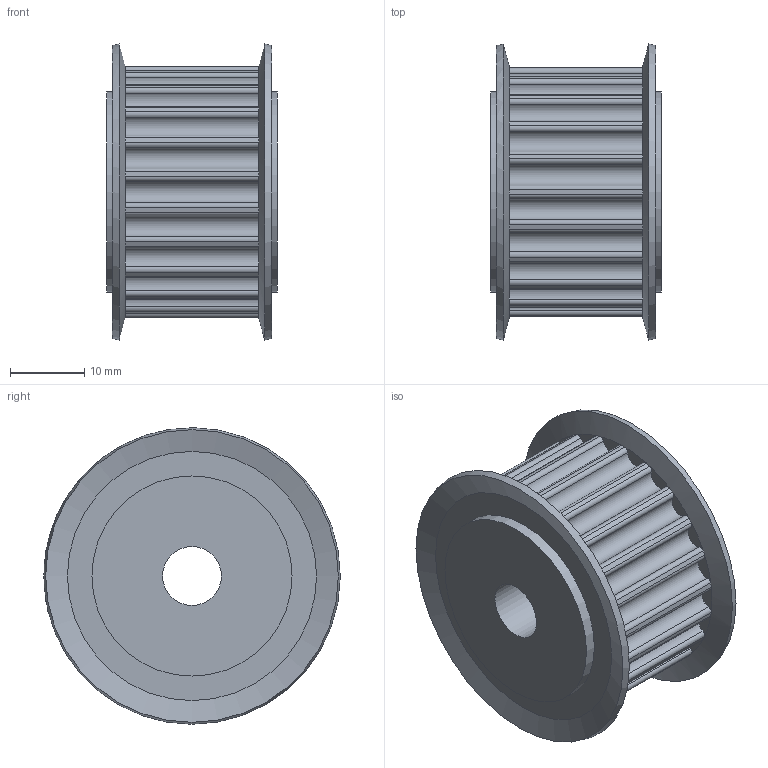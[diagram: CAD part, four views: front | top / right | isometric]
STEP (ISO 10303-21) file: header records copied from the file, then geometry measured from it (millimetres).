
FILE_DESCRIPTION(/* description */ ('STEP AP214'),/* implementation_level */ '2;1');
FILE_NAME(/* name */ 'GPA22MR5150-A-HUD',/* time_stamp */ '2025-04-15T23:07:32+02:00',/* author */ ('License CC BY-ND 4.0'),/* organization */ ('CADENAS'),/* preprocessor_version */ 'ST-DEVELOPER v19.3',/* originating_system */ 'PARTsolutions',/* authorisation */ ' ');
FILE_SCHEMA (('AUTOMOTIVE_DESIGN {1 0 10303 214 3 1 1}'));
Length unit declared in the file: millimetre
Products named in the file (2): GPA22MR5150-A-HUD; GPA22MR5150-A-HUD_b
Assembly tree (1 placements, depth 2):
  GPA22MR5150-A-HUD
    GPA22MR5150-A-HUD_b
Bounding box: 23 x 40 x 40 mm (x, y, z)
Volume: 17399 mm3; surface area: 7059.4 mm2
Topology: 1 solids, 1 shells, 145 faces, 331 edges, 190 vertices
Faces by surface type: cylinder 91, plane 48, cone 6
Full cylindrical faces by diameter (mm): 7.938 x1, 27 x2
Entity records: 4091 total; most frequent: DIRECTION 846, CARTESIAN_POINT 655, ORIENTED_EDGE 640, AXIS2_PLACEMENT_3D 379, EDGE_CURVE 320, CIRCLE 232, VERTEX_POINT 188, EDGE_LOOP 158
